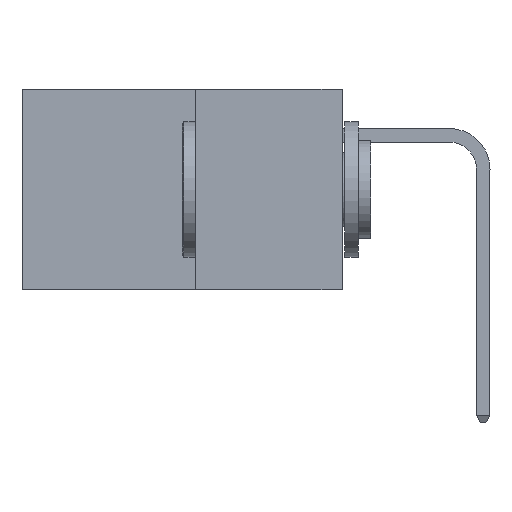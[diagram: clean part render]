
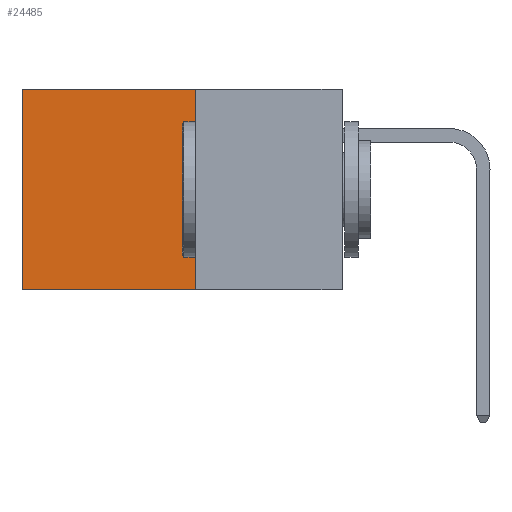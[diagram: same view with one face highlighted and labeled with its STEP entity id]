
A CAD part, left-side view. The second image highlights one B-rep face of the part: STEP entity #24485.
In plain terms, the highlighted planar face has unit normal (-1, 0, 0).
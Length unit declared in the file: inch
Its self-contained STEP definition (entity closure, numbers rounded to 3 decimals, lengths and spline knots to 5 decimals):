
#4 = LINE ( 'NONE', #3971, #804 ) ;
#804 = VECTOR ( 'NONE', #15741, 39.37008 ) ;
#901 = VECTOR ( 'NONE', #12677, 39.37008 ) ;
#1328 = ORIENTED_EDGE ( 'NONE', *, *, #2088, .F. ) ;
#1976 = DIRECTION ( 'NONE',  ( 0., 0., -1. ) ) ;
#2088 = EDGE_CURVE ( 'NONE', #27732, #13479, #2298, .T. ) ;
#2298 = LINE ( 'NONE', #14274, #27446 ) ;
#3971 = CARTESIAN_POINT ( 'NONE',  ( 0.277, 0.27, 0. ) ) ;
#4883 = AXIS2_PLACEMENT_3D ( 'NONE', #28694, #16745, #1976 ) ;
#5139 = EDGE_CURVE ( 'NONE', #27732, #16121, #4, .T. ) ;
#6052 = LINE ( 'NONE', #28301, #11891 ) ;
#7547 = LINE ( 'NONE', #10181, #901 ) ;
#7598 = DIRECTION ( 'NONE',  ( 0., 0., -1. ) ) ;
#9559 = CARTESIAN_POINT ( 'NONE',  ( 0.277, 0.59, -0.37 ) ) ;
#10181 = CARTESIAN_POINT ( 'NONE',  ( 0.277, 0.59, -0.37 ) ) ;
#11891 = VECTOR ( 'NONE', #30711, 39.37008 ) ;
#12677 = DIRECTION ( 'NONE',  ( 0., 0., -1. ) ) ;
#13479 = VERTEX_POINT ( 'NONE', #14801 ) ;
#14274 = CARTESIAN_POINT ( 'NONE',  ( 0.277, 0.27, -0.37 ) ) ;
#14338 = PLANE ( 'NONE',  #4883 ) ;
#14801 = CARTESIAN_POINT ( 'NONE',  ( 0.277, 0.27, -0.37 ) ) ;
#15306 = EDGE_CURVE ( 'NONE', #16121, #18710, #7547, .T. ) ;
#15741 = DIRECTION ( 'NONE',  ( 0., 1., 0. ) ) ;
#16121 = VERTEX_POINT ( 'NONE', #25421 ) ;
#16297 = ORIENTED_EDGE ( 'NONE', *, *, #26326, .F. ) ;
#16745 = DIRECTION ( 'NONE',  ( 1., 0., 0. ) ) ;
#18710 = VERTEX_POINT ( 'NONE', #9559 ) ;
#19113 = ORIENTED_EDGE ( 'NONE', *, *, #5139, .T. ) ;
#21420 = FACE_OUTER_BOUND ( 'NONE', #24516, .T. ) ;
#22225 = ORIENTED_EDGE ( 'NONE', *, *, #15306, .T. ) ;
#24485 = ADVANCED_FACE ( 'NONE', ( #21420 ), #14338, .F. ) ;
#24516 = EDGE_LOOP ( 'NONE', ( #22225, #16297, #1328, #19113 ) ) ;
#25421 = CARTESIAN_POINT ( 'NONE',  ( 0.277, 0.59, 0. ) ) ;
#26326 = EDGE_CURVE ( 'NONE', #13479, #18710, #6052, .T. ) ;
#27446 = VECTOR ( 'NONE', #7598, 39.37008 ) ;
#27732 = VERTEX_POINT ( 'NONE', #28570 ) ;
#28301 = CARTESIAN_POINT ( 'NONE',  ( 0.277, 0.27, -0.37 ) ) ;
#28570 = CARTESIAN_POINT ( 'NONE',  ( 0.277, 0.27, 0. ) ) ;
#28694 = CARTESIAN_POINT ( 'NONE',  ( 0.277, 0.27, -0.37 ) ) ;
#30711 = DIRECTION ( 'NONE',  ( 0., 1., 0. ) ) ;
